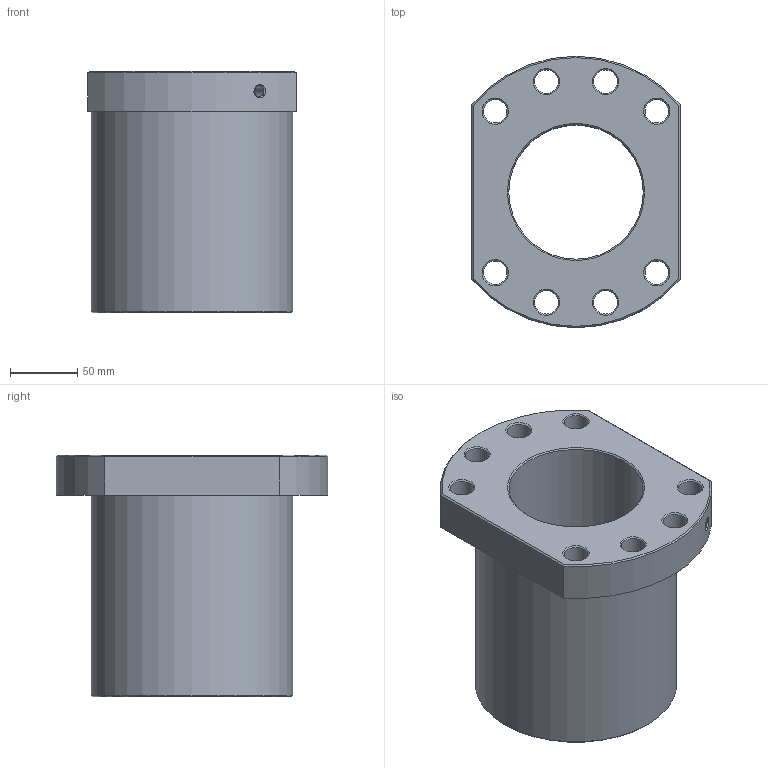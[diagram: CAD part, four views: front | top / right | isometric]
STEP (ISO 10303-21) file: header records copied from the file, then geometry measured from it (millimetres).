
FILE_DESCRIPTION(/* description */ (''),/* implementation_level */ '2;1');
FILE_NAME(/* name */ 'SFU10020-4.stp',/* time_stamp */ '2020-03-23T22:30:45+08:00',/* author */ (''),/* organization */ (''),/* preprocessor_version */ 'ST-DEVELOPER v16',/* originating_system */ 'SIEMENS PLM Software NX 10.0',/* authorisation */ '');
FILE_SCHEMA (('AUTOMOTIVE_DESIGN { 1 0 10303 214 3 1 1 1 }'));
Length unit declared in the file: millimetre
Products named in the file (1): Admi0BFC4609nb2o
Bounding box: 155 x 202 x 180 mm (x, y, z)
Volume: 2013123.6 mm3; surface area: 194586.8 mm2
Topology: 1 solids, 1 shells, 140 faces, 341 edges, 224 vertices
Faces by surface type: plane 85, extrusion 28, cylinder 13, cone 13, bspline 1
Full cylindrical faces by diameter (mm): 8 x1, 17.5 x8, 100 x1, 150 x1
Entity records: 5188 total; most frequent: CARTESIAN_POINT 2160, ORIENTED_EDGE 624, DIRECTION 482, EDGE_CURVE 312, VERTEX_POINT 218, EDGE_LOOP 202, VECTOR 182, LINE 154
